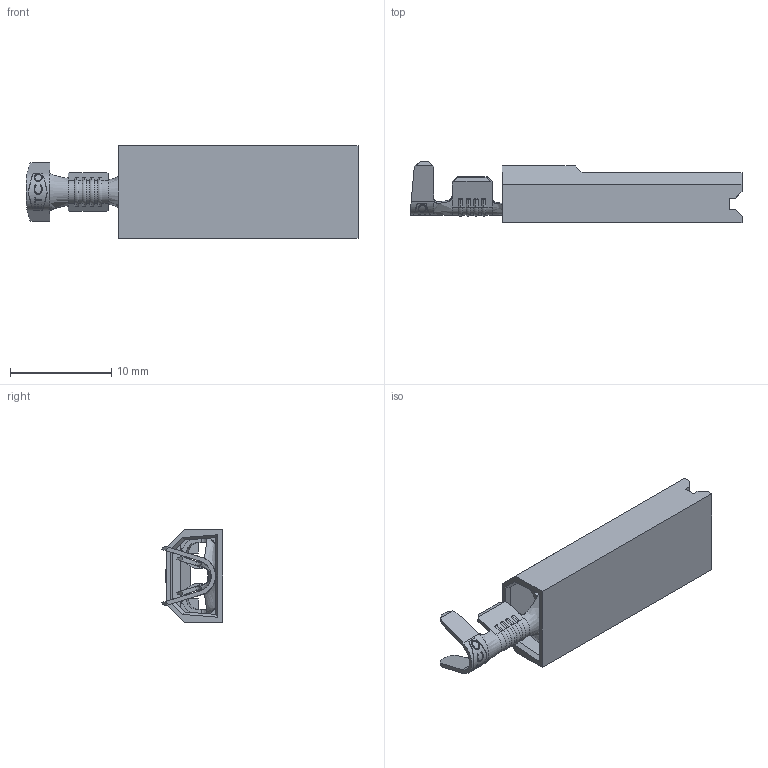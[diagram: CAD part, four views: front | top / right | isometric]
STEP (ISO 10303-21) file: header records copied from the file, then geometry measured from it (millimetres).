
FILE_DESCRIPTION (( 'STEP AP203' ), '1' );
FILE_NAME ('30195.STEP', '2015-01-29T18:38:08', ( '' ), ( '' ), 'SwSTEP 2.0', 'SolidWorks 2014', '' );
FILE_SCHEMA (( 'CONFIG_CONTROL_DESIGN' ));
Length unit declared in the file: inch
Products named in the file (3): D260N & D265N_D260N without carrier; P28_Natural; 30195
Assembly tree (2 placements, depth 2):
  30195
    D260N & D265N_D260N without carrier
    P28_Natural
Bounding box: 32.84 x 6.05 x 9.19 mm (x, y, z)
Volume: 515.8 mm3; surface area: 1691.6 mm2
Topology: 2 solids, 2 shells, 449 faces, 1258 edges, 826 vertices
Faces by surface type: plane 225, bspline 92, cylinder 82, torus 36, cone 14
Entity records: 19740 total; most frequent: CARTESIAN_POINT 8568, ORIENTED_EDGE 2516, DIRECTION 1907, EDGE_CURVE 1258, VERTEX_POINT 826, LINE 679, VECTOR 679, AXIS2_PLACEMENT_3D 614
